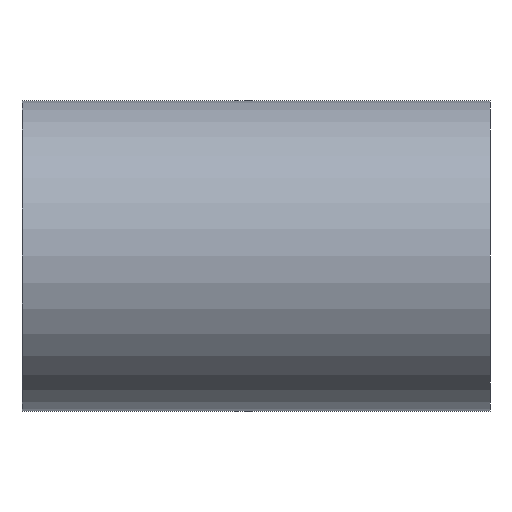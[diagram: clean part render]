
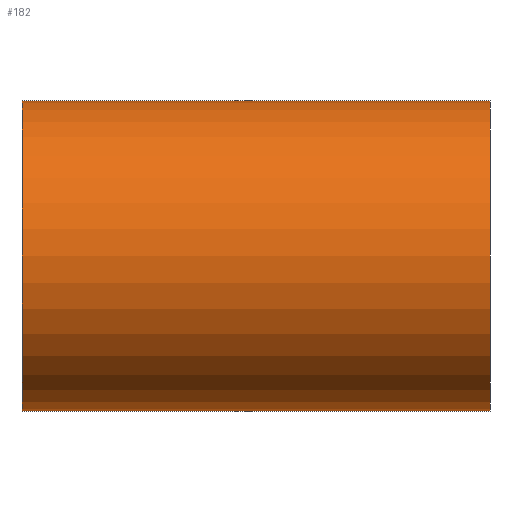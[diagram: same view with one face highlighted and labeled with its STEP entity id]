
A CAD part, left-side view. The second image highlights one B-rep face of the part: STEP entity #182.
In plain terms, the highlighted cylindrical face has radius 2.65 mm (diameter 5.3 mm), a partial arc.
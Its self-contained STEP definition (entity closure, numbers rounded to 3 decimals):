
#1 = LINE ( 'NONE', #94, #169 ) ;
#3 = ORIENTED_EDGE ( 'NONE', *, *, #62, .T. ) ;
#4 = DIRECTION ( 'NONE',  ( 0., 1., 0. ) ) ;
#11 = CIRCLE ( 'NONE', #43, 2.65 ) ;
#20 = CARTESIAN_POINT ( 'NONE',  ( 0., 8., 2.65 ) ) ;
#27 = VECTOR ( 'NONE', #157, 1000. ) ;
#34 = DIRECTION ( 'NONE',  ( 0., -1., 0. ) ) ;
#39 = ORIENTED_EDGE ( 'NONE', *, *, #116, .F. ) ;
#43 = AXIS2_PLACEMENT_3D ( 'NONE', #158, #4, #154 ) ;
#47 = CYLINDRICAL_SURFACE ( 'NONE', #70, 2.65 ) ;
#48 = LINE ( 'NONE', #85, #27 ) ;
#51 = CARTESIAN_POINT ( 'NONE',  ( 0., 0., -2.65 ) ) ;
#55 = ORIENTED_EDGE ( 'NONE', *, *, #59, .T. ) ;
#59 = EDGE_CURVE ( 'NONE', #160, #100, #164, .T. ) ;
#62 = EDGE_CURVE ( 'NONE', #133, #160, #1, .T. ) ;
#66 = DIRECTION ( 'NONE',  ( 0., -1., 0. ) ) ;
#70 = AXIS2_PLACEMENT_3D ( 'NONE', #110, #34, #156 ) ;
#81 = VERTEX_POINT ( 'NONE', #20 ) ;
#84 = EDGE_LOOP ( 'NONE', ( #39, #88, #3, #55 ) ) ;
#85 = CARTESIAN_POINT ( 'NONE',  ( 0., 8., 2.65 ) ) ;
#88 = ORIENTED_EDGE ( 'NONE', *, *, #119, .F. ) ;
#94 = CARTESIAN_POINT ( 'NONE',  ( 0., 8., -2.65 ) ) ;
#100 = VERTEX_POINT ( 'NONE', #128 ) ;
#110 = CARTESIAN_POINT ( 'NONE',  ( 0., 8., 0. ) ) ;
#116 = EDGE_CURVE ( 'NONE', #81, #100, #48, .T. ) ;
#119 = EDGE_CURVE ( 'NONE', #133, #81, #11, .T. ) ;
#128 = CARTESIAN_POINT ( 'NONE',  ( 0., 0., 2.65 ) ) ;
#130 = AXIS2_PLACEMENT_3D ( 'NONE', #174, #186, #140 ) ;
#133 = VERTEX_POINT ( 'NONE', #138 ) ;
#138 = CARTESIAN_POINT ( 'NONE',  ( 0., 8., -2.65 ) ) ;
#140 = DIRECTION ( 'NONE',  ( 0., 0., 1. ) ) ;
#154 = DIRECTION ( 'NONE',  ( 0., 0., 1. ) ) ;
#156 = DIRECTION ( 'NONE',  ( 0., 0., -1. ) ) ;
#157 = DIRECTION ( 'NONE',  ( 0., -1., 0. ) ) ;
#158 = CARTESIAN_POINT ( 'NONE',  ( 0., 8., 0. ) ) ;
#160 = VERTEX_POINT ( 'NONE', #51 ) ;
#164 = CIRCLE ( 'NONE', #130, 2.65 ) ;
#169 = VECTOR ( 'NONE', #66, 1000. ) ;
#174 = CARTESIAN_POINT ( 'NONE',  ( 0., 0., 0. ) ) ;
#182 = ADVANCED_FACE ( 'NONE', ( #183 ), #47, .T. ) ;
#183 = FACE_OUTER_BOUND ( 'NONE', #84, .T. ) ;
#186 = DIRECTION ( 'NONE',  ( 0., 1., 0. ) ) ;
